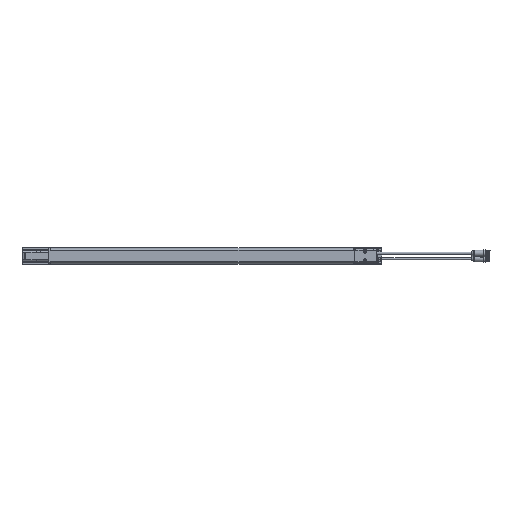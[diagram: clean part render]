
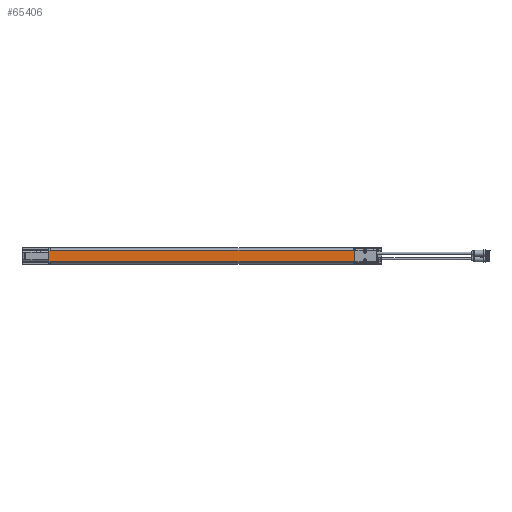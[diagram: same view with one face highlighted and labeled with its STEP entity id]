
A CAD part, left-side view. The second image highlights one B-rep face of the part: STEP entity #65406.
In plain terms, the highlighted planar face has unit normal (-1, 0, 0).
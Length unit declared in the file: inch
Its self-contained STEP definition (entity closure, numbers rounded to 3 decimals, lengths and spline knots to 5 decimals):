
#298 = CARTESIAN_POINT ( 'NONE',  ( -2.99606, 12.57874, 0.46635 ) ) ;
#1709 = EDGE_CURVE ( 'NONE', #38433, #61904, #3498, .T. ) ;
#2213 = CARTESIAN_POINT ( 'NONE',  ( -2.99606, -12.61863, -0.4683 ) ) ;
#2754 = EDGE_CURVE ( 'NONE', #41801, #36753, #47945, .T. ) ;
#2781 = VERTEX_POINT ( 'NONE', #79550 ) ;
#3498 = LINE ( 'NONE', #11147, #51584 ) ;
#3584 = VECTOR ( 'NONE', #80386, 39.37008 ) ;
#3903 = ORIENTED_EDGE ( 'NONE', *, *, #53834, .F. ) ;
#4471 = LINE ( 'NONE', #28278, #36715 ) ;
#5672 = DIRECTION ( 'NONE',  ( 0., 0., -1. ) ) ;
#5748 = ORIENTED_EDGE ( 'NONE', *, *, #32375, .F. ) ;
#5784 = ORIENTED_EDGE ( 'NONE', *, *, #37779, .T. ) ;
#6557 = ORIENTED_EDGE ( 'NONE', *, *, #78453, .T. ) ;
#6665 = LINE ( 'NONE', #13794, #48429 ) ;
#6838 = CARTESIAN_POINT ( 'NONE',  ( -2.99606, 12.57874, -0.46765 ) ) ;
#6991 = CARTESIAN_POINT ( 'NONE',  ( -2.99606, 12.57874, -0.46635 ) ) ;
#10227 = DIRECTION ( 'NONE',  ( 0., 1., 0. ) ) ;
#10247 = CARTESIAN_POINT ( 'NONE',  ( -2.99606, 117.34252, 0.46635 ) ) ;
#11147 = CARTESIAN_POINT ( 'NONE',  ( -2.99606, -12.57874, 0.68898 ) ) ;
#11683 = CARTESIAN_POINT ( 'NONE',  ( -2.99606, 12.69937, 0.46829 ) ) ;
#11804 = CARTESIAN_POINT ( 'NONE',  ( -2.99606, -12.57874, 0.46635 ) ) ;
#11925 = VERTEX_POINT ( 'NONE', #55361 ) ;
#12132 = ORIENTED_EDGE ( 'NONE', *, *, #84732, .T. ) ;
#13287 = CARTESIAN_POINT ( 'NONE',  ( -2.99606, -12.69842, -0.60039 ) ) ;
#13386 = ORIENTED_EDGE ( 'NONE', *, *, #2754, .T. ) ;
#13794 = CARTESIAN_POINT ( 'NONE',  ( -2.99606, -12.57874, 0.68898 ) ) ;
#14273 = EDGE_CURVE ( 'NONE', #36753, #68693, #40640, .T. ) ;
#15442 = CARTESIAN_POINT ( 'NONE',  ( -2.99606, 12.57874, -0.46635 ) ) ;
#16066 = DIRECTION ( 'NONE',  ( 0., -1., 0. ) ) ;
#16384 = VERTEX_POINT ( 'NONE', #86284 ) ;
#16704 = CARTESIAN_POINT ( 'NONE',  ( -2.99606, 12.65916, 0.46829 ) ) ;
#17010 = ORIENTED_EDGE ( 'NONE', *, *, #35056, .T. ) ;
#18259 = CARTESIAN_POINT ( 'NONE',  ( -2.99606, 117.34252, -0.46635 ) ) ;
#20028 = EDGE_CURVE ( 'NONE', #41801, #63772, #63745, .T. ) ;
#22550 = CARTESIAN_POINT ( 'NONE',  ( -2.99606, 12.57874, 0.4683 ) ) ;
#22862 = DIRECTION ( 'NONE',  ( 0., 0., -1. ) ) ;
#23186 = ORIENTED_EDGE ( 'NONE', *, *, #69384, .T. ) ;
#24905 = DIRECTION ( 'NONE',  ( -1., 0., 0. ) ) ;
#25524 = B_SPLINE_CURVE_WITH_KNOTS ( 'NONE', 3,
 ( #40740, #2213, #33139, #54438 ),
 .UNSPECIFIED., .F., .F.,
 ( 4, 4 ),
 ( 0., 1. ),
 .UNSPECIFIED. ) ;
#25813 = DIRECTION ( 'NONE',  ( 0., 0., -1. ) ) ;
#28136 = DIRECTION ( 'NONE',  ( 0., 0., -1. ) ) ;
#28278 = CARTESIAN_POINT ( 'NONE',  ( -2.99606, -12.69842, 0.46829 ) ) ;
#28971 = VERTEX_POINT ( 'NONE', #6991 ) ;
#30111 = CARTESIAN_POINT ( 'NONE',  ( -2.99606, 12.57874, -0.4683 ) ) ;
#30409 = ORIENTED_EDGE ( 'NONE', *, *, #39112, .T. ) ;
#30603 = CARTESIAN_POINT ( 'NONE',  ( -2.99606, 12.57874, -0.467 ) ) ;
#32375 = EDGE_CURVE ( 'NONE', #28971, #11925, #51857, .T. ) ;
#32913 = CARTESIAN_POINT ( 'NONE',  ( -2.99606, 12.57874, 0.4683 ) ) ;
#33133 = ORIENTED_EDGE ( 'NONE', *, *, #99685, .T. ) ;
#33139 = CARTESIAN_POINT ( 'NONE',  ( -2.99606, -12.65853, -0.46829 ) ) ;
#33531 = DIRECTION ( 'NONE',  ( 0., 1., 0. ) ) ;
#35056 = EDGE_CURVE ( 'NONE', #16384, #47285, #90469, .T. ) ;
#35732 = CARTESIAN_POINT ( 'NONE',  ( -2.99606, 12.69937, -0.68898 ) ) ;
#36715 = VECTOR ( 'NONE', #66783, 39.37008 ) ;
#36753 = VERTEX_POINT ( 'NONE', #11683 ) ;
#37779 = EDGE_CURVE ( 'NONE', #68351, #63772, #87730, .T. ) ;
#38396 = CARTESIAN_POINT ( 'NONE',  ( -2.99606, 12.69937, -0.46829 ) ) ;
#38433 = VERTEX_POINT ( 'NONE', #60536 ) ;
#39112 = EDGE_CURVE ( 'NONE', #61904, #2781, #25524, .T. ) ;
#39190 = CARTESIAN_POINT ( 'NONE',  ( -2.99606, -12.57874, 0.4683 ) ) ;
#40640 = LINE ( 'NONE', #47249, #51321 ) ;
#40740 = CARTESIAN_POINT ( 'NONE',  ( -2.99606, -12.57874, -0.4683 ) ) ;
#41801 = VERTEX_POINT ( 'NONE', #84623 ) ;
#44068 = VECTOR ( 'NONE', #28136, 39.37008 ) ;
#44300 = AXIS2_PLACEMENT_3D ( 'NONE', #71508, #24905, #10227 ) ;
#45870 = CARTESIAN_POINT ( 'NONE',  ( -2.99606, 12.57874, 0.46635 ) ) ;
#47205 = CARTESIAN_POINT ( 'NONE',  ( -2.99606, 12.69937, 0.31896 ) ) ;
#47249 = CARTESIAN_POINT ( 'NONE',  ( -2.99606, 12.69937, -0.68898 ) ) ;
#47258 = EDGE_CURVE ( 'NONE', #47285, #11925, #84004, .T. ) ;
#47285 = VERTEX_POINT ( 'NONE', #38396 ) ;
#47945 = B_SPLINE_CURVE_WITH_KNOTS ( 'NONE', 3,
 ( #32913, #78033, #16704, #62844 ),
 .UNSPECIFIED., .F., .F.,
 ( 4, 4 ),
 ( 0., 1. ),
 .UNSPECIFIED. ) ;
#48429 = VECTOR ( 'NONE', #5672, 39.37008 ) ;
#51321 = VECTOR ( 'NONE', #78166, 39.37008 ) ;
#51584 = VECTOR ( 'NONE', #25813, 39.37008 ) ;
#51857 = B_SPLINE_CURVE_WITH_KNOTS ( 'NONE', 3,
 ( #15442, #30603, #6838, #30111 ),
 .UNSPECIFIED., .F., .F.,
 ( 4, 4 ),
 ( 0.99792, 1. ),
 .UNSPECIFIED. ) ;
#53452 = CARTESIAN_POINT ( 'NONE',  ( -2.99606, 12.57874, 0.46765 ) ) ;
#53834 = EDGE_CURVE ( 'NONE', #67725, #2781, #75601, .T. ) ;
#54438 = CARTESIAN_POINT ( 'NONE',  ( -2.99606, -12.69842, -0.46829 ) ) ;
#55280 = CARTESIAN_POINT ( 'NONE',  ( -2.99606, -12.57874, -0.4683 ) ) ;
#55361 = CARTESIAN_POINT ( 'NONE',  ( -2.99606, 12.57874, -0.4683 ) ) ;
#57422 = ORIENTED_EDGE ( 'NONE', *, *, #1709, .T. ) ;
#58669 = VECTOR ( 'NONE', #33531, 39.37008 ) ;
#59043 = ORIENTED_EDGE ( 'NONE', *, *, #20028, .F. ) ;
#60217 = EDGE_LOOP ( 'NONE', ( #5784, #59043, #13386, #99344, #23186, #17010, #79691, #5748, #33133, #57422, #30409, #3903, #6557, #12132 ) ) ;
#60536 = CARTESIAN_POINT ( 'NONE',  ( -2.99606, -12.57874, -0.46635 ) ) ;
#61608 = VERTEX_POINT ( 'NONE', #39190 ) ;
#61904 = VERTEX_POINT ( 'NONE', #55280 ) ;
#62083 = VECTOR ( 'NONE', #93792, 39.37008 ) ;
#62844 = CARTESIAN_POINT ( 'NONE',  ( -2.99606, 12.69937, 0.46829 ) ) ;
#62891 = LINE ( 'NONE', #18259, #62083 ) ;
#63679 = LINE ( 'NONE', #78390, #3584 ) ;
#63745 = B_SPLINE_CURVE_WITH_KNOTS ( 'NONE', 3,
 ( #22550, #53452, #92478, #45870 ),
 .UNSPECIFIED., .F., .F.,
 ( 4, 4 ),
 ( 0., 0.00208 ),
 .UNSPECIFIED. ) ;
#63772 = VERTEX_POINT ( 'NONE', #298 ) ;
#65406 = ADVANCED_FACE ( 'NONE', ( #78139 ), #94338, .T. ) ;
#66783 = DIRECTION ( 'NONE',  ( 0., 1., 0. ) ) ;
#67725 = VERTEX_POINT ( 'NONE', #99457 ) ;
#68351 = VERTEX_POINT ( 'NONE', #11804 ) ;
#68693 = VERTEX_POINT ( 'NONE', #47205 ) ;
#68851 = VECTOR ( 'NONE', #16066, 39.37008 ) ;
#69384 = EDGE_CURVE ( 'NONE', #68693, #16384, #63679, .T. ) ;
#71508 = CARTESIAN_POINT ( 'NONE',  ( -2.99606, 117.34252, 0. ) ) ;
#75601 = LINE ( 'NONE', #13287, #76187 ) ;
#76187 = VECTOR ( 'NONE', #22862, 39.37008 ) ;
#78033 = CARTESIAN_POINT ( 'NONE',  ( -2.99606, 12.61895, 0.4683 ) ) ;
#78139 = FACE_OUTER_BOUND ( 'NONE', #60217, .T. ) ;
#78166 = DIRECTION ( 'NONE',  ( 0., 0., -1. ) ) ;
#78390 = CARTESIAN_POINT ( 'NONE',  ( -2.99606, 12.69937, -0.68898 ) ) ;
#78453 = EDGE_CURVE ( 'NONE', #67725, #61608, #4471, .T. ) ;
#79550 = CARTESIAN_POINT ( 'NONE',  ( -2.99606, -12.69842, -0.46829 ) ) ;
#79691 = ORIENTED_EDGE ( 'NONE', *, *, #47258, .T. ) ;
#80386 = DIRECTION ( 'NONE',  ( 0., 0., -1. ) ) ;
#84004 = LINE ( 'NONE', #99196, #68851 ) ;
#84623 = CARTESIAN_POINT ( 'NONE',  ( -2.99606, 12.57874, 0.4683 ) ) ;
#84732 = EDGE_CURVE ( 'NONE', #61608, #68351, #6665, .T. ) ;
#86284 = CARTESIAN_POINT ( 'NONE',  ( -2.99606, 12.69937, -0.31896 ) ) ;
#87730 = LINE ( 'NONE', #10247, #58669 ) ;
#90469 = LINE ( 'NONE', #35732, #44068 ) ;
#92478 = CARTESIAN_POINT ( 'NONE',  ( -2.99606, 12.57874, 0.467 ) ) ;
#93792 = DIRECTION ( 'NONE',  ( 0., -1., 0. ) ) ;
#94338 = PLANE ( 'NONE',  #44300 ) ;
#99196 = CARTESIAN_POINT ( 'NONE',  ( -2.99606, 12.69937, -0.46829 ) ) ;
#99344 = ORIENTED_EDGE ( 'NONE', *, *, #14273, .T. ) ;
#99457 = CARTESIAN_POINT ( 'NONE',  ( -2.99606, -12.69842, 0.46829 ) ) ;
#99685 = EDGE_CURVE ( 'NONE', #28971, #38433, #62891, .T. ) ;
